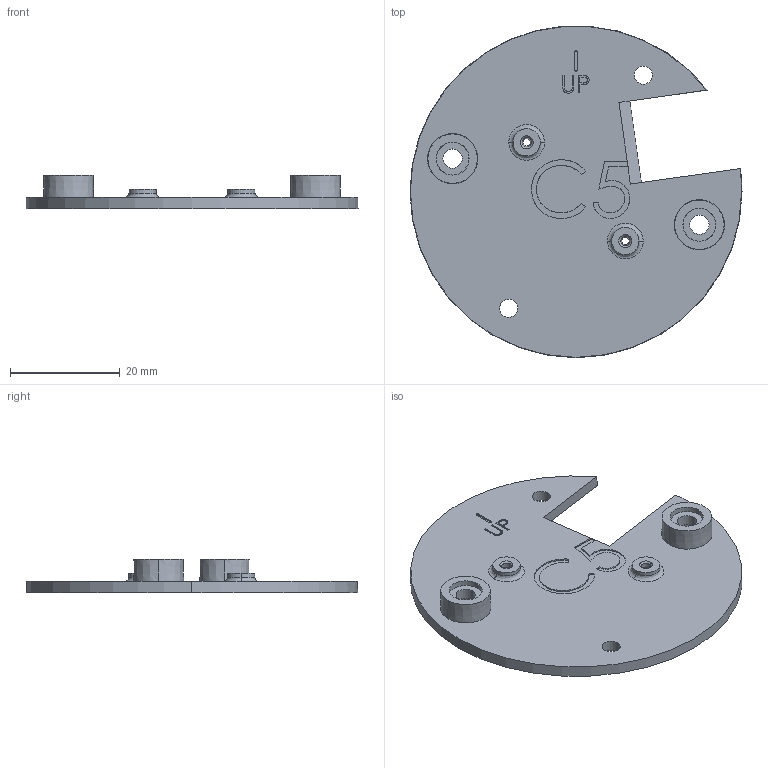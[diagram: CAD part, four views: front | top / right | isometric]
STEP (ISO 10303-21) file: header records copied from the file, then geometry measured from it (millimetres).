
FILE_DESCRIPTION (( 'STEP AP214' ), '1' );
FILE_NAME ('Chest_Middle_base.STEP', '2017-08-15T07:54:08', ( '' ), ( '' ), 'SwSTEP 2.0', 'SolidWorks 2016', '' );
FILE_SCHEMA (( 'AUTOMOTIVE_DESIGN' ));
Length unit declared in the file: millimetre
Products named in the file (1): Chest_Middle_base
Bounding box: 60.42 x 60.32 x 6.03 mm (x, y, z)
Volume: 5514.4 mm3; surface area: 6137.2 mm2
Topology: 1 solids, 1 shells, 119 faces, 300 edges, 196 vertices
Faces by surface type: plane 44, bspline 34, cone 27, cylinder 14
Entity records: 6225 total; most frequent: CARTESIAN_POINT 2609, ORIENTED_EDGE 600, DIRECTION 485, EDGE_CURVE 300, VERTEX_POINT 196, AXIS2_PLACEMENT_3D 164, VECTOR 157, LINE 157
